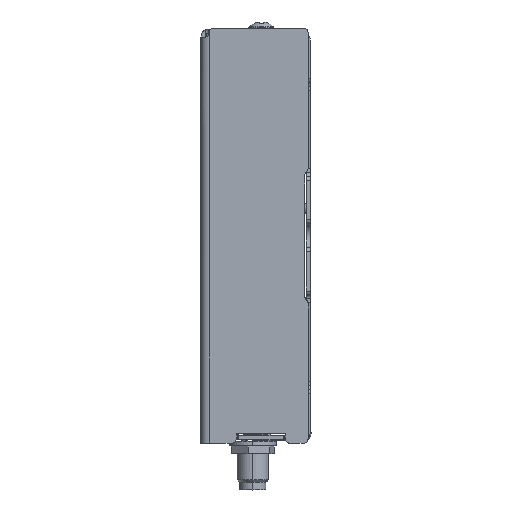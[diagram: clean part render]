
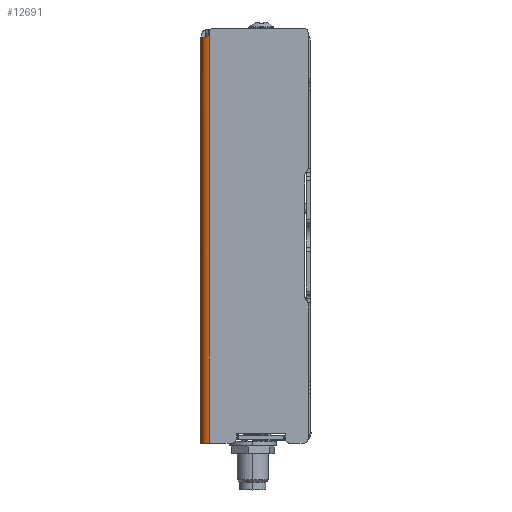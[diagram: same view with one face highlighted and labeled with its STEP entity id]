
A CAD part, left-side view. The second image highlights one B-rep face of the part: STEP entity #12691.
In plain terms, the highlighted cylindrical face has radius 1.676 mm (diameter 3.353 mm), a partial arc.
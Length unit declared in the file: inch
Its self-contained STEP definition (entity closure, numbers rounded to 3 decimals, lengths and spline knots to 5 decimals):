
#965 = VERTEX_POINT ( 'NONE', #47547 ) ;
#3438 = CARTESIAN_POINT ( 'NONE',  ( -1.36352, 0.82045, 1.58548 ) ) ;
#6213 = CARTESIAN_POINT ( 'NONE',  ( -1.36524, 0.805, 1.60795 ) ) ;
#6785 = CARTESIAN_POINT ( 'NONE',  ( -1.29924, 0.805, -1.65 ) ) ;
#6952 = CYLINDRICAL_SURFACE ( 'NONE', #36035, 0.066 ) ;
#7154 = CARTESIAN_POINT ( 'NONE',  ( -1.36501, 0.81129, 1.59319 ) ) ;
#7404 = DIRECTION ( 'NONE',  ( -1., 0., 0. ) ) ;
#7571 = ORIENTED_EDGE ( 'NONE', *, *, #25661, .F. ) ;
#9324 = AXIS2_PLACEMENT_3D ( 'NONE', #10294, #36883, #25272 ) ;
#10281 = CIRCLE ( 'NONE', #28902, 0.066 ) ;
#10294 = CARTESIAN_POINT ( 'NONE',  ( -1.29924, 0.805, 1.582 ) ) ;
#10797 = CARTESIAN_POINT ( 'NONE',  ( -1.35803, 0.835, 1.582 ) ) ;
#10931 = CARTESIAN_POINT ( 'NONE',  ( -1.36514, 0.80896, 1.59657 ) ) ;
#11502 = CARTESIAN_POINT ( 'NONE',  ( -1.29924, 0.871, 1.582 ) ) ;
#12691 = ADVANCED_FACE ( 'NONE', ( #36574 ), #6952, .T. ) ;
#13165 = VERTEX_POINT ( 'NONE', #10797 ) ;
#14042 = EDGE_CURVE ( 'NONE', #20666, #44270, #44583, .T. ) ;
#15302 = ORIENTED_EDGE ( 'NONE', *, *, #40183, .T. ) ;
#17311 = CARTESIAN_POINT ( 'NONE',  ( -1.35987, 0.83139, 1.582 ) ) ;
#19060 = EDGE_CURVE ( 'NONE', #19515, #965, #45089, .T. ) ;
#19515 = VERTEX_POINT ( 'NONE', #11502 ) ;
#20408 = CARTESIAN_POINT ( 'NONE',  ( -1.29924, 0.805, -1.65 ) ) ;
#20666 = VERTEX_POINT ( 'NONE', #23715 ) ;
#21576 = DIRECTION ( 'NONE',  ( 0., 0., 1. ) ) ;
#23715 = CARTESIAN_POINT ( 'NONE',  ( -1.36524, 0.805, -1.65 ) ) ;
#24136 = DIRECTION ( 'NONE',  ( 0., -1., 0. ) ) ;
#25272 = DIRECTION ( 'NONE',  ( 0., 1., 0. ) ) ;
#25661 = EDGE_CURVE ( 'NONE', #20666, #965, #10281, .T. ) ;
#28135 = CARTESIAN_POINT ( 'NONE',  ( -1.36136, 0.82762, 1.58267 ) ) ;
#28902 = AXIS2_PLACEMENT_3D ( 'NONE', #20408, #34640, #24136 ) ;
#29297 = CARTESIAN_POINT ( 'NONE',  ( -1.36524, 0.805, 1.65 ) ) ;
#32053 = CIRCLE ( 'NONE', #9324, 0.066 ) ;
#32806 = ORIENTED_EDGE ( 'NONE', *, *, #19060, .T. ) ;
#32952 = DIRECTION ( 'NONE',  ( 0., 0., -1. ) ) ;
#33000 = B_SPLINE_CURVE_WITH_KNOTS ( 'NONE', 3,
 ( #43201, #6213, #35558, #10931, #7154, #43364, #3438, #28135, #17311, #43036 ),
 .UNSPECIFIED., .F., .F.,
 ( 4, 2, 2, 2, 4 ),
 ( 0., 0.0003, 0.00061, 0.00091, 0.00122 ),
 .UNSPECIFIED. ) ;
#34051 = VECTOR ( 'NONE', #32952, 39.37008 ) ;
#34640 = DIRECTION ( 'NONE',  ( 0., 0., -1. ) ) ;
#35269 = VECTOR ( 'NONE', #21576, 39.37008 ) ;
#35558 = CARTESIAN_POINT ( 'NONE',  ( -1.36526, 0.80582, 1.60396 ) ) ;
#35570 = CARTESIAN_POINT ( 'NONE',  ( -1.36524, 0.805, 1.612 ) ) ;
#36035 = AXIS2_PLACEMENT_3D ( 'NONE', #6785, #40535, #7404 ) ;
#36574 = FACE_OUTER_BOUND ( 'NONE', #40731, .T. ) ;
#36883 = DIRECTION ( 'NONE',  ( 0., 0., -1. ) ) ;
#37490 = CARTESIAN_POINT ( 'NONE',  ( -1.29924, 0.871, 1.65 ) ) ;
#40183 = EDGE_CURVE ( 'NONE', #13165, #19515, #32053, .T. ) ;
#40535 = DIRECTION ( 'NONE',  ( 0., 0., -1. ) ) ;
#40731 = EDGE_LOOP ( 'NONE', ( #41457, #48159, #15302, #32806, #7571 ) ) ;
#41457 = ORIENTED_EDGE ( 'NONE', *, *, #14042, .T. ) ;
#43036 = CARTESIAN_POINT ( 'NONE',  ( -1.35803, 0.835, 1.582 ) ) ;
#43201 = CARTESIAN_POINT ( 'NONE',  ( -1.36524, 0.805, 1.612 ) ) ;
#43364 = CARTESIAN_POINT ( 'NONE',  ( -1.36421, 0.81701, 1.58766 ) ) ;
#44270 = VERTEX_POINT ( 'NONE', #35570 ) ;
#44583 = LINE ( 'NONE', #29297, #35269 ) ;
#45089 = LINE ( 'NONE', #37490, #34051 ) ;
#47208 = EDGE_CURVE ( 'NONE', #44270, #13165, #33000, .T. ) ;
#47547 = CARTESIAN_POINT ( 'NONE',  ( -1.29924, 0.871, -1.65 ) ) ;
#48159 = ORIENTED_EDGE ( 'NONE', *, *, #47208, .T. ) ;
